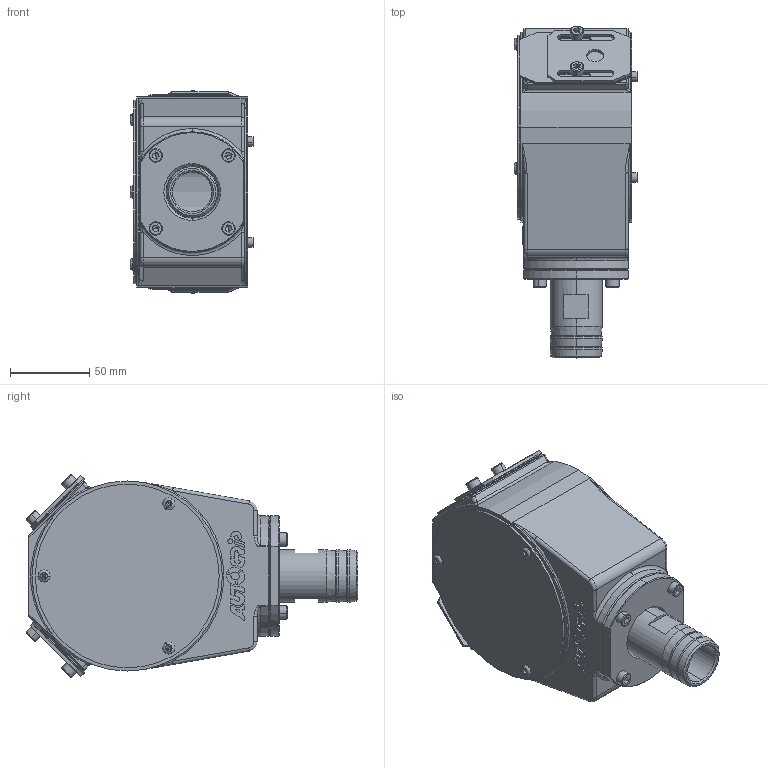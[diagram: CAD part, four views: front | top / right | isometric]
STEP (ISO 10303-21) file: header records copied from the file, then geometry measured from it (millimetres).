
FILE_DESCRIPTION (( 'STEP AP203' ), '1' );
FILE_NAME ('CF-CT-S05B.STEP', '2020-12-28T05:53:25', ( '' ), ( '' ), 'SwSTEP 2.0', 'SolidWorks 2016', '' );
FILE_SCHEMA (( 'CONFIG_CONTROL_DESIGN' ));
Length unit declared in the file: millimetre
Products named in the file (14): CT-S08-08000; CT-S08-11000; CT-S08-12000; 半圓頭六角孔螺栓_M4x8; 圓頭內六角螺栓_M5x10; CT-S05-04000; 圓頭內六角螺栓_M5x14; CF-CT-S08-02000; CF-CT-S05B-01000; 圓頭內六角螺栓_M6x10; CT-S08-05000; CF-CT-S05-02000; CF-CT-S05B; CT-S08-06000
Assembly tree (28 placements, depth 2):
  CF-CT-S05B
    CF-CT-S05B-01000
    CF-CT-S05-02000
    CT-S05-04000
    CF-CT-S08-02000
    CT-S08-05000  x2
    CT-S08-06000  x2
    CT-S08-08000
    CT-S08-11000  x2
    CT-S08-12000  x2
    半圓頭六角孔螺栓_M4x8  x3
    圓頭內六角螺栓_M5x10  x4
    圓頭內六角螺栓_M5x14  x4
    圓頭內六角螺栓_M6x10  x4
Bounding box: 78.2 x 209.42 x 127.63 mm (x, y, z)
Volume: 308741.6 mm3; surface area: 188374.5 mm2
Topology: 28 solids, 28 shells, 874 faces, 2114 edges, 1304 vertices
Faces by surface type: plane 481, cylinder 209, cone 133, bspline 34, torus 17
Entity records: 18376 total; most frequent: CARTESIAN_POINT 4229, DIRECTION 2564, ORIENTED_EDGE 2504, EDGE_CURVE 1252, AXIS2_PLACEMENT_3D 908, VERTEX_POINT 793, LINE 748, VECTOR 748
